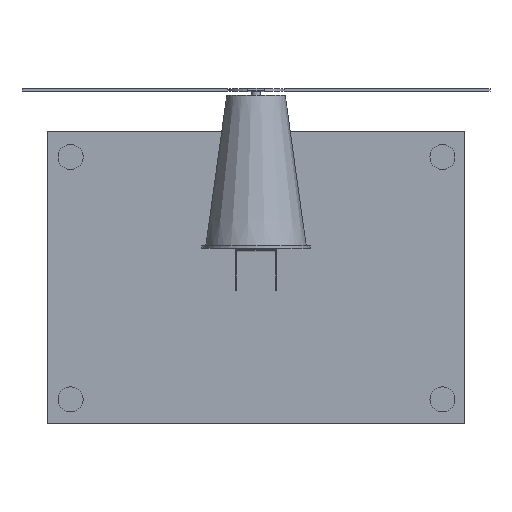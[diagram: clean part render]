
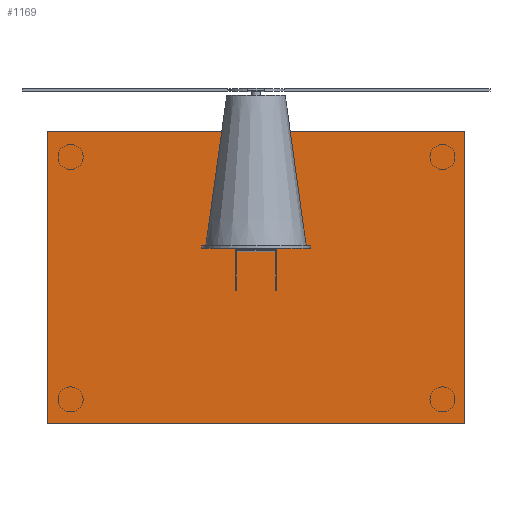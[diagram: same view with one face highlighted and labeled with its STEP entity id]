
A CAD part, top view. The second image highlights one B-rep face of the part: STEP entity #1169.
In plain terms, the highlighted planar face has unit normal (0, 0, 1).
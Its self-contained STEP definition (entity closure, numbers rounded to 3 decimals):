
#60=FACE_BOUND('',#182,.T.);
#112=FACE_OUTER_BOUND('',#181,.T.);
#181=EDGE_LOOP('',(#878,#879,#880,#881));
#182=EDGE_LOOP('',(#882,#883,#884,#885,#886,#887,#888,#889));
#309=LINE('',#1829,#418);
#315=LINE('',#1840,#424);
#326=LINE('',#1862,#435);
#331=LINE('',#1874,#440);
#335=LINE('',#1883,#444);
#338=LINE('',#1887,#447);
#339=LINE('',#1889,#448);
#346=LINE('',#1905,#455);
#347=LINE('',#1906,#456);
#348=LINE('',#1907,#457);
#349=LINE('',#1909,#458);
#350=LINE('',#1910,#459);
#418=VECTOR('',#1459,10.);
#424=VECTOR('',#1467,10.);
#435=VECTOR('',#1486,10.);
#440=VECTOR('',#1495,10.);
#444=VECTOR('',#1501,10.);
#447=VECTOR('',#1506,10.);
#448=VECTOR('',#1509,10.);
#455=VECTOR('',#1524,10.);
#456=VECTOR('',#1525,10.);
#457=VECTOR('',#1526,10.);
#458=VECTOR('',#1527,10.);
#459=VECTOR('',#1528,10.);
#530=VERTEX_POINT('',#1826);
#531=VERTEX_POINT('',#1828);
#534=VERTEX_POINT('',#1837);
#535=VERTEX_POINT('',#1839);
#542=VERTEX_POINT('',#1860);
#546=VERTEX_POINT('',#1871);
#547=VERTEX_POINT('',#1873);
#550=VERTEX_POINT('',#1880);
#551=VERTEX_POINT('',#1882);
#555=VERTEX_POINT('',#1903);
#556=VERTEX_POINT('',#1904);
#557=VERTEX_POINT('',#1908);
#643=EDGE_CURVE('',#531,#530,#309,.T.);
#649=EDGE_CURVE('',#535,#534,#315,.T.);
#661=EDGE_CURVE('',#530,#542,#326,.T.);
#666=EDGE_CURVE('',#546,#547,#331,.T.);
#670=EDGE_CURVE('',#550,#551,#335,.T.);
#673=EDGE_CURVE('',#546,#551,#338,.T.);
#674=EDGE_CURVE('',#550,#547,#339,.T.);
#682=EDGE_CURVE('',#555,#556,#346,.T.);
#683=EDGE_CURVE('',#556,#531,#347,.T.);
#684=EDGE_CURVE('',#542,#535,#348,.T.);
#685=EDGE_CURVE('',#534,#557,#349,.T.);
#686=EDGE_CURVE('',#557,#555,#350,.T.);
#878=ORIENTED_EDGE('',*,*,#674,.T.);
#879=ORIENTED_EDGE('',*,*,#666,.F.);
#880=ORIENTED_EDGE('',*,*,#673,.T.);
#881=ORIENTED_EDGE('',*,*,#670,.F.);
#882=ORIENTED_EDGE('',*,*,#682,.T.);
#883=ORIENTED_EDGE('',*,*,#683,.T.);
#884=ORIENTED_EDGE('',*,*,#643,.T.);
#885=ORIENTED_EDGE('',*,*,#661,.T.);
#886=ORIENTED_EDGE('',*,*,#684,.T.);
#887=ORIENTED_EDGE('',*,*,#649,.T.);
#888=ORIENTED_EDGE('',*,*,#685,.T.);
#889=ORIENTED_EDGE('',*,*,#686,.T.);
#1117=PLANE('',#1307);
#1169=ADVANCED_FACE('',(#112,#60),#1117,.T.);
#1307=AXIS2_PLACEMENT_3D('',#1902,#1522,#1523);
#1459=DIRECTION('',(-1.,0.,0.));
#1467=DIRECTION('',(0.,1.,0.));
#1486=DIRECTION('',(0.,-1.,0.));
#1495=DIRECTION('',(1.,0.,0.));
#1501=DIRECTION('',(-1.,0.,0.));
#1506=DIRECTION('',(0.,-1.,0.));
#1509=DIRECTION('',(0.,1.,0.));
#1522=DIRECTION('center_axis',(0.,0.,
1.));
#1523=DIRECTION('ref_axis',(0.,-1.,0.));
#1524=DIRECTION('',(-1.,0.,0.));
#1525=DIRECTION('',(0.,1.,0.));
#1526=DIRECTION('',(-1.,0.,0.));
#1527=DIRECTION('',(1.,0.,0.));
#1528=DIRECTION('',(0.,-1.,0.));
#1826=CARTESIAN_POINT('',(-23.,639.,-1071.));
#1828=CARTESIAN_POINT('',(23.,639.,-1071.));
#1829=CARTESIAN_POINT('',(-11.5,639.,-1071.));
#1837=CARTESIAN_POINT('',(-25.,641.,-1071.));
#1839=CARTESIAN_POINT('',(-25.,593.,-1071.));
#1840=CARTESIAN_POINT('',(-25.,608.5,-1071.));
#1860=CARTESIAN_POINT('',(-23.,593.,-1071.));
#1862=CARTESIAN_POINT('',(-23.,584.5,-1071.));
#1871=CARTESIAN_POINT('',(-250.,783.,-1071.));
#1873=CARTESIAN_POINT('',(250.,783.,-1071.));
#1874=CARTESIAN_POINT('',(-75.,783.,-1071.));
#1880=CARTESIAN_POINT('',(250.,433.,-1071.));
#1882=CARTESIAN_POINT('',(-250.,433.,-1071.));
#1883=CARTESIAN_POINT('',(-25.,433.,-1071.));
#1887=CARTESIAN_POINT('',(-250.,483.,-1071.));
#1889=CARTESIAN_POINT('',(250.,733.,-1071.));
#1902=CARTESIAN_POINT('Origin',(0.,576.,
-1071.));
#1903=CARTESIAN_POINT('',(25.,593.,-1071.));
#1904=CARTESIAN_POINT('',(23.,593.,-1071.));
#1905=CARTESIAN_POINT('',(-12.5,593.,-1071.));
#1906=CARTESIAN_POINT('',(23.,607.5,-1071.));
#1907=CARTESIAN_POINT('',(-12.5,593.,-1071.));
#1908=CARTESIAN_POINT('',(25.,641.,-1071.));
#1909=CARTESIAN_POINT('',(12.5,641.,-1071.));
#1910=CARTESIAN_POINT('',(25.,583.5,-1071.));
